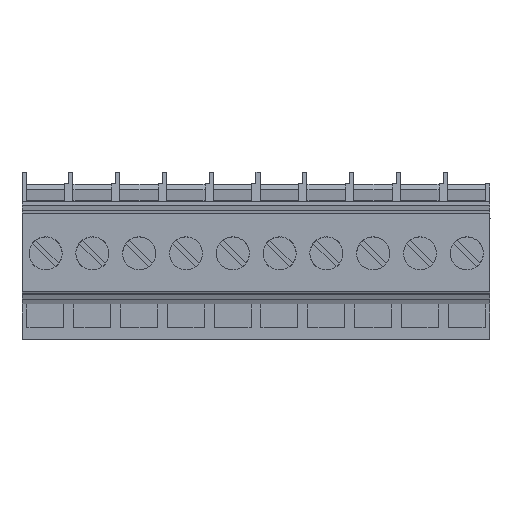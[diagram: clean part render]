
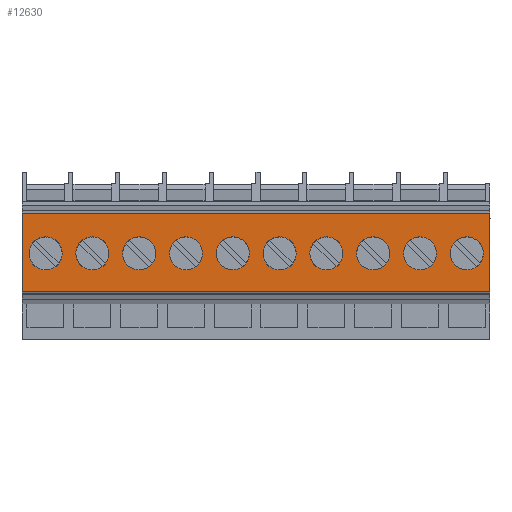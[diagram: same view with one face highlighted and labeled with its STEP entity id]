
A CAD part, top view. The second image highlights one B-rep face of the part: STEP entity #12630.
In plain terms, the highlighted face is planar.
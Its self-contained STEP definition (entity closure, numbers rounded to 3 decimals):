
#1090=CARTESIAN_POINT('',(-8.33,-27.351,
-4.6));
#1100=VERTEX_POINT('',#1090);
#1130=CARTESIAN_POINT('',(0.,-27.351,
-4.6));
#1140=DIRECTION('',(-1.,0.,0.));
#1150=VECTOR('',#1140,1.);
#1160=LINE('',#1130,#1150);
#1170=CARTESIAN_POINT('',(1.952,-27.351,
-4.6));
#1180=VERTEX_POINT('',#1170);
#1190=EDGE_CURVE('',#1180,#1100,#1160,.T.);
#3900=CARTESIAN_POINT('',(1.952,-27.351,
56.9));
#3910=VERTEX_POINT('',#3900);
#3940=CARTESIAN_POINT('',(0.,-27.351,
56.9));
#3950=DIRECTION('',(-1.,0.,0.));
#3960=VECTOR('',#3950,1.);
#3970=LINE('',#3940,#3960);
#3980=CARTESIAN_POINT('',(-8.33,-27.351,
56.9));
#3990=VERTEX_POINT('',#3980);
#4000=EDGE_CURVE('',#3910,#3990,#3970,.T.);
#10920=CARTESIAN_POINT('',(1.686,-27.351,
56.9));
#10930=DIRECTION('',(0.,1.,0.));
#10940=DIRECTION('',(1.,0.,0.));
#10950=AXIS2_PLACEMENT_3D('',#10920,#10930,#10940);
#10960=PLANE('',#10950);
#10970=CARTESIAN_POINT('',(-3.05,-27.351,
53.85));
#10980=DIRECTION('',(0.,-1.,0.));
#10990=DIRECTION('',(-1.,0.,0.));
#11000=AXIS2_PLACEMENT_3D('',#10970,#10980,#10990);
#11010=CIRCLE('',#11000,2.175);
#11020=CARTESIAN_POINT('',(-0.875,-27.351,
53.85));
#11030=VERTEX_POINT('',#11020);
#11040=CARTESIAN_POINT('',(-5.225,-27.351,
53.85));
#11050=VERTEX_POINT('',#11040);
#11060=EDGE_CURVE('',#11030,#11050,#11010,.T.);
#11070=ORIENTED_EDGE('',*,*,#11060,.F.);
#11080=EDGE_CURVE('',#11050,#11030,#11010,.T.);
#11090=ORIENTED_EDGE('',*,*,#11080,.F.);
#11100=EDGE_LOOP('',(#11090,#11070));
#11110=FACE_BOUND('',#11100,.T.);
#11120=ORIENTED_EDGE('',*,*,#4000,.T.);
#11130=CARTESIAN_POINT('',(1.952,-27.351,
55.35));
#11140=DIRECTION('',(0.,0.,1.));
#11150=VECTOR('',#11140,1.);
#11160=LINE('',#11130,#11150);
#11170=EDGE_CURVE('',#1180,#3910,#11160,.T.);
#11180=ORIENTED_EDGE('',*,*,#11170,.T.);
#11190=ORIENTED_EDGE('',*,*,#1190,.F.);
#11200=CARTESIAN_POINT('',(-8.33,-27.351,
55.35));
#11210=DIRECTION('',(0.,0.,1.));
#11220=VECTOR('',#11210,1.);
#11230=LINE('',#11200,#11220);
#11240=EDGE_CURVE('',#1100,#3990,#11230,.T.);
#11250=ORIENTED_EDGE('',*,*,#11240,.F.);
#11260=EDGE_LOOP('',(#11250,#11190,#11180,#11120));
#11270=FACE_OUTER_BOUND('',#11260,.T.);
#11280=CARTESIAN_POINT('',(-3.05,-27.351,
47.7));
#11290=DIRECTION('',(0.,-1.,0.));
#11300=DIRECTION('',(-1.,0.,0.));
#11310=AXIS2_PLACEMENT_3D('',#11280,#11290,#11300);
#11320=CIRCLE('',#11310,2.175);
#11330=CARTESIAN_POINT('',(-0.875,-27.351,
47.7));
#11340=VERTEX_POINT('',#11330);
#11350=CARTESIAN_POINT('',(-5.225,-27.351,
47.7));
#11360=VERTEX_POINT('',#11350);
#11370=EDGE_CURVE('',#11340,#11360,#11320,.T.);
#11380=ORIENTED_EDGE('',*,*,#11370,.F.);
#11390=EDGE_CURVE('',#11360,#11340,#11320,.T.);
#11400=ORIENTED_EDGE('',*,*,#11390,.F.);
#11410=EDGE_LOOP('',(#11400,#11380));
#11420=FACE_BOUND('',#11410,.T.);
#11430=CARTESIAN_POINT('',(-3.05,-27.351,
41.55));
#11440=DIRECTION('',(0.,-1.,0.));
#11450=DIRECTION('',(-1.,0.,0.));
#11460=AXIS2_PLACEMENT_3D('',#11430,#11440,#11450);
#11470=CIRCLE('',#11460,2.175);
#11480=CARTESIAN_POINT('',(-0.875,-27.351,
41.55));
#11490=VERTEX_POINT('',#11480);
#11500=CARTESIAN_POINT('',(-5.225,-27.351,
41.55));
#11510=VERTEX_POINT('',#11500);
#11520=EDGE_CURVE('',#11490,#11510,#11470,.T.);
#11530=ORIENTED_EDGE('',*,*,#11520,.F.);
#11540=EDGE_CURVE('',#11510,#11490,#11470,.T.);
#11550=ORIENTED_EDGE('',*,*,#11540,.F.);
#11560=EDGE_LOOP('',(#11550,#11530));
#11570=FACE_BOUND('',#11560,.T.);
#11580=CARTESIAN_POINT('',(-3.05,-27.351,
35.4));
#11590=DIRECTION('',(0.,-1.,0.));
#11600=DIRECTION('',(-1.,0.,0.));
#11610=AXIS2_PLACEMENT_3D('',#11580,#11590,#11600);
#11620=CIRCLE('',#11610,2.175);
#11630=CARTESIAN_POINT('',(-0.875,-27.351,
35.4));
#11640=VERTEX_POINT('',#11630);
#11650=CARTESIAN_POINT('',(-5.225,-27.351,
35.4));
#11660=VERTEX_POINT('',#11650);
#11670=EDGE_CURVE('',#11640,#11660,#11620,.T.);
#11680=ORIENTED_EDGE('',*,*,#11670,.F.);
#11690=EDGE_CURVE('',#11660,#11640,#11620,.T.);
#11700=ORIENTED_EDGE('',*,*,#11690,.F.);
#11710=EDGE_LOOP('',(#11700,#11680));
#11720=FACE_BOUND('',#11710,.T.);
#11730=CARTESIAN_POINT('',(-3.05,-27.351,
29.25));
#11740=DIRECTION('',(0.,-1.,0.));
#11750=DIRECTION('',(-1.,0.,0.));
#11760=AXIS2_PLACEMENT_3D('',#11730,#11740,#11750);
#11770=CIRCLE('',#11760,2.175);
#11780=CARTESIAN_POINT('',(-0.875,-27.351,
29.25));
#11790=VERTEX_POINT('',#11780);
#11800=CARTESIAN_POINT('',(-5.225,-27.351,
29.25));
#11810=VERTEX_POINT('',#11800);
#11820=EDGE_CURVE('',#11790,#11810,#11770,.T.);
#11830=ORIENTED_EDGE('',*,*,#11820,.F.);
#11840=EDGE_CURVE('',#11810,#11790,#11770,.T.);
#11850=ORIENTED_EDGE('',*,*,#11840,.F.);
#11860=EDGE_LOOP('',(#11850,#11830));
#11870=FACE_BOUND('',#11860,.T.);
#11880=CARTESIAN_POINT('',(-3.05,-27.351,
23.1));
#11890=DIRECTION('',(0.,-1.,0.));
#11900=DIRECTION('',(-1.,0.,0.));
#11910=AXIS2_PLACEMENT_3D('',#11880,#11890,#11900);
#11920=CIRCLE('',#11910,2.175);
#11930=CARTESIAN_POINT('',(-0.875,-27.351,
23.1));
#11940=VERTEX_POINT('',#11930);
#11950=CARTESIAN_POINT('',(-5.225,-27.351,
23.1));
#11960=VERTEX_POINT('',#11950);
#11970=EDGE_CURVE('',#11940,#11960,#11920,.T.);
#11980=ORIENTED_EDGE('',*,*,#11970,.F.);
#11990=EDGE_CURVE('',#11960,#11940,#11920,.T.);
#12000=ORIENTED_EDGE('',*,*,#11990,.F.);
#12010=EDGE_LOOP('',(#12000,#11980));
#12020=FACE_BOUND('',#12010,.T.);
#12030=CARTESIAN_POINT('',(-3.05,-27.351,
16.95));
#12040=DIRECTION('',(0.,-1.,0.));
#12050=DIRECTION('',(-1.,0.,0.));
#12060=AXIS2_PLACEMENT_3D('',#12030,#12040,#12050);
#12070=CIRCLE('',#12060,2.175);
#12080=CARTESIAN_POINT('',(-0.875,-27.351,
16.95));
#12090=VERTEX_POINT('',#12080);
#12100=CARTESIAN_POINT('',(-5.225,-27.351,
16.95));
#12110=VERTEX_POINT('',#12100);
#12120=EDGE_CURVE('',#12090,#12110,#12070,.T.);
#12130=ORIENTED_EDGE('',*,*,#12120,.F.);
#12140=EDGE_CURVE('',#12110,#12090,#12070,.T.);
#12150=ORIENTED_EDGE('',*,*,#12140,.F.);
#12160=EDGE_LOOP('',(#12150,#12130));
#12170=FACE_BOUND('',#12160,.T.);
#12180=CARTESIAN_POINT('',(-3.05,-27.351,
10.8));
#12190=DIRECTION('',(0.,-1.,0.));
#12200=DIRECTION('',(-1.,0.,0.));
#12210=AXIS2_PLACEMENT_3D('',#12180,#12190,#12200);
#12220=CIRCLE('',#12210,2.175);
#12230=CARTESIAN_POINT('',(-0.875,-27.351,
10.8));
#12240=VERTEX_POINT('',#12230);
#12250=CARTESIAN_POINT('',(-5.225,-27.351,
10.8));
#12260=VERTEX_POINT('',#12250);
#12270=EDGE_CURVE('',#12240,#12260,#12220,.T.);
#12280=ORIENTED_EDGE('',*,*,#12270,.F.);
#12290=EDGE_CURVE('',#12260,#12240,#12220,.T.);
#12300=ORIENTED_EDGE('',*,*,#12290,.F.);
#12310=EDGE_LOOP('',(#12300,#12280));
#12320=FACE_BOUND('',#12310,.T.);
#12330=CARTESIAN_POINT('',(-3.05,-27.351,
-1.5));
#12340=DIRECTION('',(0.,-1.,0.));
#12350=DIRECTION('',(-1.,0.,0.));
#12360=AXIS2_PLACEMENT_3D('',#12330,#12340,#12350);
#12370=CIRCLE('',#12360,2.175);
#12380=CARTESIAN_POINT('',(-0.875,-27.351,
-1.5));
#12390=VERTEX_POINT('',#12380);
#12400=CARTESIAN_POINT('',(-5.225,-27.351,
-1.5));
#12410=VERTEX_POINT('',#12400);
#12420=EDGE_CURVE('',#12390,#12410,#12370,.T.);
#12430=ORIENTED_EDGE('',*,*,#12420,.F.);
#12440=EDGE_CURVE('',#12410,#12390,#12370,.T.);
#12450=ORIENTED_EDGE('',*,*,#12440,.F.);
#12460=EDGE_LOOP('',(#12450,#12430));
#12470=FACE_BOUND('',#12460,.T.);
#12480=CARTESIAN_POINT('',(-3.05,-27.351,
4.65));
#12490=DIRECTION('',(0.,-1.,0.));
#12500=DIRECTION('',(-1.,0.,0.));
#12510=AXIS2_PLACEMENT_3D('',#12480,#12490,#12500);
#12520=CIRCLE('',#12510,2.175);
#12530=CARTESIAN_POINT('',(-0.875,-27.351,
4.65));
#12540=VERTEX_POINT('',#12530);
#12550=CARTESIAN_POINT('',(-5.225,-27.351,
4.65));
#12560=VERTEX_POINT('',#12550);
#12570=EDGE_CURVE('',#12540,#12560,#12520,.T.);
#12580=ORIENTED_EDGE('',*,*,#12570,.F.);
#12590=EDGE_CURVE('',#12560,#12540,#12520,.T.);
#12600=ORIENTED_EDGE('',*,*,#12590,.F.);
#12610=EDGE_LOOP('',(#12600,#12580));
#12620=FACE_BOUND('',#12610,.T.);
#12630=ADVANCED_FACE('',(#11110,#11270,#11420,#11570,#11720,#11870,
#12020,#12170,#12320,#12470,#12620),#10960,.F.);
